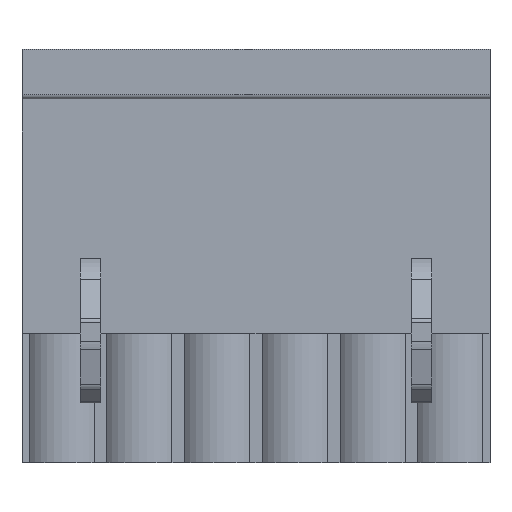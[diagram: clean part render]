
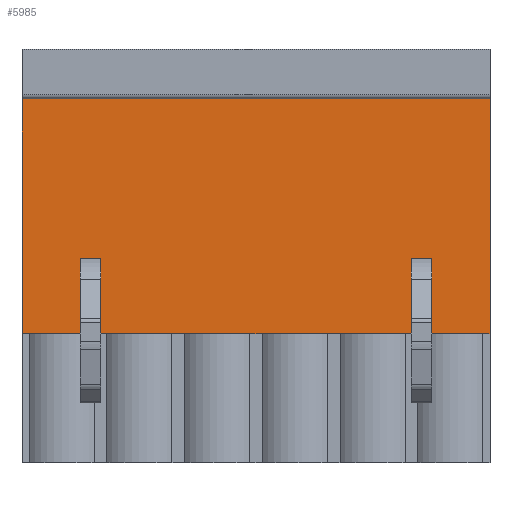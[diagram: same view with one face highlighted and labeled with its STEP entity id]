
A CAD part, top view. The second image highlights one B-rep face of the part: STEP entity #5985.
In plain terms, the highlighted planar face has unit normal (0, 0, 1).
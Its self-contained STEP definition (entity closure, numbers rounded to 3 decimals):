
#86=DIRECTION('',(0.,-1.,0.));
#87=VECTOR('',#86,15.1);
#88=CARTESIAN_POINT('',(0.,9.44,6.96));
#89=LINE('',#88,#87);
#667=DIRECTION('',(1.,0.,0.));
#668=VECTOR('',#667,3.75);
#669=CARTESIAN_POINT('',(0.,-5.66,6.96));
#670=LINE('',#669,#668);
#675=DIRECTION('',(1.,0.,0.));
#676=VECTOR('',#675,20.);
#677=CARTESIAN_POINT('',(5.05,-5.66,6.96));
#678=LINE('',#677,#676);
#683=DIRECTION('',(1.,0.,0.));
#684=VECTOR('',#683,3.75);
#685=CARTESIAN_POINT('',(26.35,-5.66,6.96));
#686=LINE('',#685,#684);
#753=DIRECTION('',(0.,1.,0.));
#754=VECTOR('',#753,4.844);
#755=CARTESIAN_POINT('',(3.75,-5.66,6.96));
#756=LINE('',#755,#754);
#757=DIRECTION('',(1.,0.,0.));
#758=VECTOR('',#757,30.1);
#759=CARTESIAN_POINT('',(0.,9.44,6.96));
#760=LINE('',#759,#758);
#761=DIRECTION('',(0.,1.,0.));
#762=VECTOR('',#761,4.844);
#763=CARTESIAN_POINT('',(26.35,-5.66,6.96));
#764=LINE('',#763,#762);
#765=DIRECTION('',(1.,0.,0.));
#766=VECTOR('',#765,1.3);
#767=CARTESIAN_POINT('',(25.05,-0.816,6.96));
#768=LINE('',#767,#766);
#769=DIRECTION('',(0.,1.,0.));
#770=VECTOR('',#769,4.844);
#771=CARTESIAN_POINT('',(25.05,-5.66,6.96));
#772=LINE('',#771,#770);
#773=DIRECTION('',(0.,1.,0.));
#774=VECTOR('',#773,4.844);
#775=CARTESIAN_POINT('',(5.05,-5.66,6.96));
#776=LINE('',#775,#774);
#777=DIRECTION('',(1.,0.,0.));
#778=VECTOR('',#777,1.3);
#779=CARTESIAN_POINT('',(3.75,-0.816,6.96));
#780=LINE('',#779,#778);
#2154=DIRECTION('',(0.,-1.,0.));
#2155=VECTOR('',#2154,15.1);
#2156=CARTESIAN_POINT('',(30.1,9.44,6.96));
#2157=LINE('',#2156,#2155);
#4139=CARTESIAN_POINT('',(0.,9.44,6.96));
#4140=VERTEX_POINT('',#4139);
#4141=CARTESIAN_POINT('',(0.,-5.66,6.96));
#4142=VERTEX_POINT('',#4141);
#4183=CARTESIAN_POINT('',(30.1,9.44,6.96));
#4184=VERTEX_POINT('',#4183);
#4185=CARTESIAN_POINT('',(30.1,-5.66,6.96));
#4186=VERTEX_POINT('',#4185);
#5343=CARTESIAN_POINT('',(26.35,-5.66,6.96));
#5344=CARTESIAN_POINT('',(26.35,-0.816,6.96));
#5345=VERTEX_POINT('',#5343);
#5346=VERTEX_POINT('',#5344);
#5347=CARTESIAN_POINT('',(25.05,-5.66,6.96));
#5348=CARTESIAN_POINT('',(25.05,-0.816,6.96));
#5349=VERTEX_POINT('',#5347);
#5350=VERTEX_POINT('',#5348);
#5411=CARTESIAN_POINT('',(3.75,-5.66,6.96));
#5412=VERTEX_POINT('',#5411);
#5413=CARTESIAN_POINT('',(3.75,-0.816,6.96));
#5414=VERTEX_POINT('',#5413);
#5415=CARTESIAN_POINT('',(5.05,-5.66,6.96));
#5416=VERTEX_POINT('',#5415);
#5417=CARTESIAN_POINT('',(5.05,-0.816,6.96));
#5418=VERTEX_POINT('',#5417);
#5958=CARTESIAN_POINT('',(0.,9.44,6.96));
#5959=DIRECTION('',(0.,0.,1.));
#5960=DIRECTION('',(0.,-1.,0.));
#5961=AXIS2_PLACEMENT_3D('',#5958,#5959,#5960);
#5962=PLANE('',#5961);
#5964=ORIENTED_EDGE('',*,*,#5963,.F.);
#5965=ORIENTED_EDGE('',*,*,#5909,.F.);
#5966=ORIENTED_EDGE('',*,*,#5466,.F.);
#5968=ORIENTED_EDGE('',*,*,#5967,.T.);
#5970=ORIENTED_EDGE('',*,*,#5969,.T.);
#5971=ORIENTED_EDGE('',*,*,#5925,.F.);
#5973=ORIENTED_EDGE('',*,*,#5972,.T.);
#5975=ORIENTED_EDGE('',*,*,#5974,.F.);
#5977=ORIENTED_EDGE('',*,*,#5976,.F.);
#5978=ORIENTED_EDGE('',*,*,#5917,.F.);
#5980=ORIENTED_EDGE('',*,*,#5979,.T.);
#5982=ORIENTED_EDGE('',*,*,#5981,.F.);
#5983=EDGE_LOOP('',(#5964,#5965,#5966,#5968,#5970,#5971,#5973,#5975,#5977,#5978,
#5980,#5982));
#5984=FACE_OUTER_BOUND('',#5983,.F.);
#5985=ADVANCED_FACE('',(#5984),#5962,.T.);
#5466=EDGE_CURVE('',#4140,#4142,#89,.T.);
#5909=EDGE_CURVE('',#4142,#5412,#670,.T.);
#5917=EDGE_CURVE('',#5416,#5349,#678,.T.);
#5925=EDGE_CURVE('',#5345,#4186,#686,.T.);
#5963=EDGE_CURVE('',#5412,#5414,#756,.T.);
#5967=EDGE_CURVE('',#4140,#4184,#760,.T.);
#5969=EDGE_CURVE('',#4184,#4186,#2157,.T.);
#5972=EDGE_CURVE('',#5345,#5346,#764,.T.);
#5974=EDGE_CURVE('',#5350,#5346,#768,.T.);
#5976=EDGE_CURVE('',#5349,#5350,#772,.T.);
#5979=EDGE_CURVE('',#5416,#5418,#776,.T.);
#5981=EDGE_CURVE('',#5414,#5418,#780,.T.);
